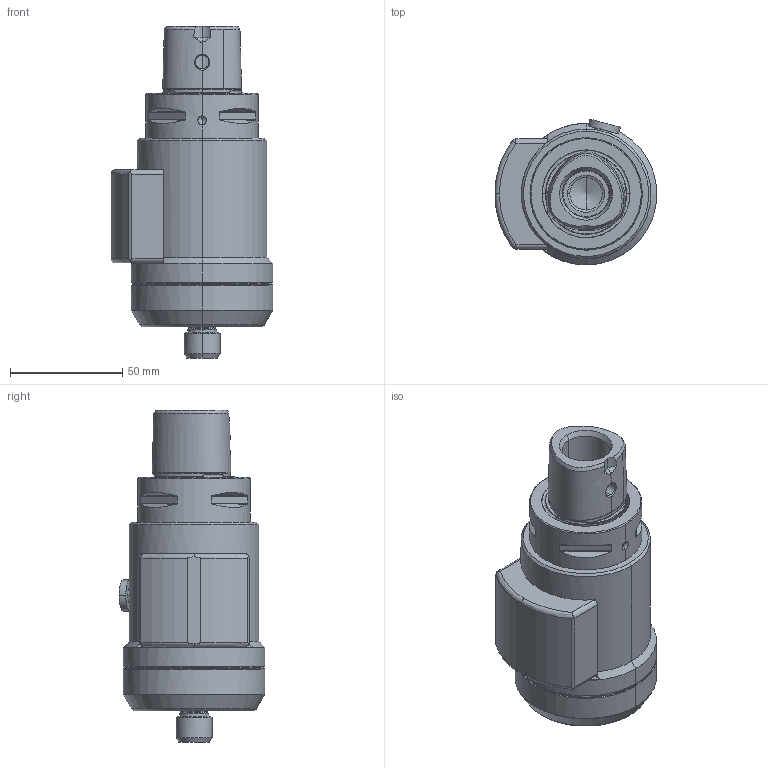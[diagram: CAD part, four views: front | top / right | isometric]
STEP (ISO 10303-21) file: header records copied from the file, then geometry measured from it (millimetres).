
FILE_DESCRIPTION(('CATIA V5 STEP','CAx-IF Rec.Pracs.--- Model Styling and Organization---1.2---2011-12-15'),'2;1');
FILE_NAME('TJS XXK C5X.stp','2015-10-20T06:39:47+00:00',('none'),('none'),'CATIA Version 5 Release 21 SP 5 (IN-10)','CATIA V5 STEP AP214','none');
FILE_SCHEMA(('AUTOMOTIVE_DESIGN { 1 0 10303 214 1 1 1 1 }'));
Length unit declared in the file: millimetre
Products named in the file (1): TJS XXK C5X 
Bounding box: 72 x 64.88 x 147.75 mm (x, y, z)
Volume: 312334.8 mm3; surface area: 35867.4 mm2
Topology: 1 solids, 1 shells, 172 faces, 546 edges, 377 vertices
Faces by surface type: cone 53, cylinder 50, plane 37, bspline 24, torus 6, sphere 2
Entity records: 9583 total; most frequent: CARTESIAN_POINT 5430, ORIENTED_EDGE 1068, EDGE_CURVE 534, DIRECTION 533, VERTEX_POINT 377, B_SPLINE_CURVE_WITH_KNOTS 286, AXIS2_PLACEMENT_3D 251, EDGE_LOOP 187
